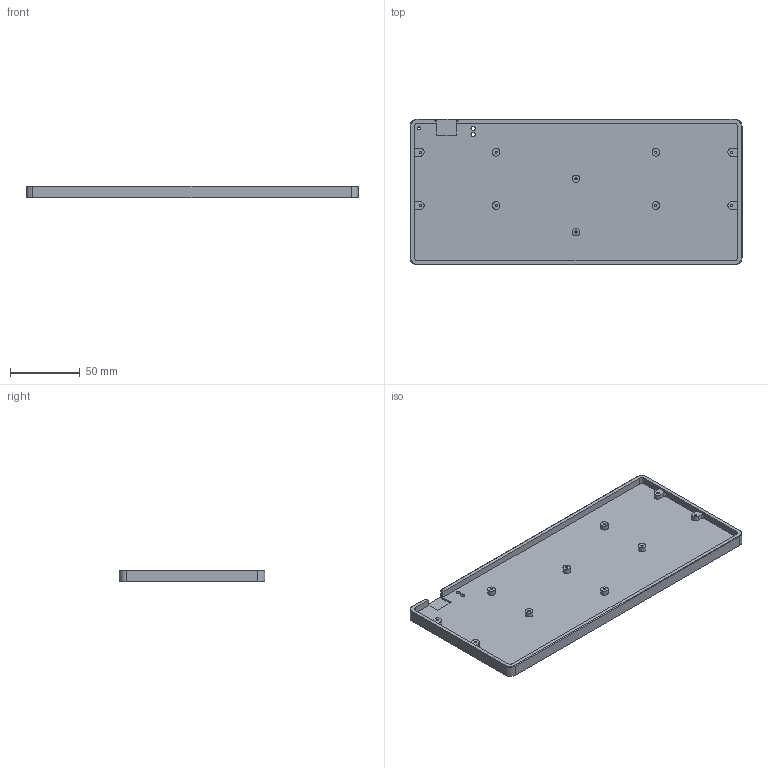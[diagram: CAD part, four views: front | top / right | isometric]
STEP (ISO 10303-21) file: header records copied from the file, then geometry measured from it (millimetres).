
FILE_DESCRIPTION(/* description */ ('STEP AP242','CAx-IF Rec.Pracs.---Representation and Presentation of Product Manufacturing Information (PMI)---4.0---2014-10-13','CAx-IF Rec.Pracs.---3D Tessellated Geometry---0.4---2014-09-14','2;1'),/* implementation_level */ '2;1');
FILE_NAME(/* name */ '65b3d0e8a4a899578972ee56',/* time_stamp */ '2024-01-26T15:34:02Z',/* author */ (''),/* organization */ (''),/* preprocessor_version */ 'ST-DEVELOPER v19.4',/* originating_system */ ' ',/* authorisation */ ' ');
FILE_SCHEMA (('AP242_MANAGED_MODEL_BASED_3D_ENGINEERING_MIM_LF { 1 0 10303 442 1 1 4 }'));
Length unit declared in the file: metre
Products named in the file (1): Part 1
Bounding box: 237.64 x 104.29 x 8.5 mm (x, y, z)
Volume: 96934.3 mm3; surface area: 59089.7 mm2
Topology: 1 solids, 1 shells, 98 faces, 267 edges, 177 vertices
Faces by surface type: cylinder 41, plane 41, cone 16
Full cylindrical faces by diameter (mm): 1.6 x10, 2 x1, 3 x2, 5.5 x6
Entity records: 2783 total; most frequent: DIRECTION 495, CARTESIAN_POINT 466, ORIENTED_EDGE 418, EDGE_CURVE 209, AXIS2_PLACEMENT_3D 187, VERTEX_POINT 158, FACE_BOUND 149, EDGE_LOOP 139
